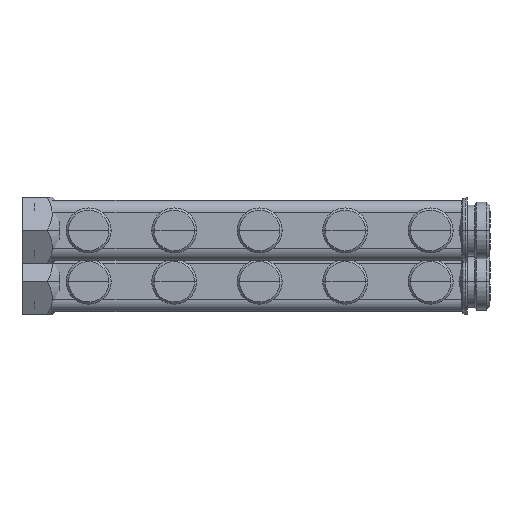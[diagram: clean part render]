
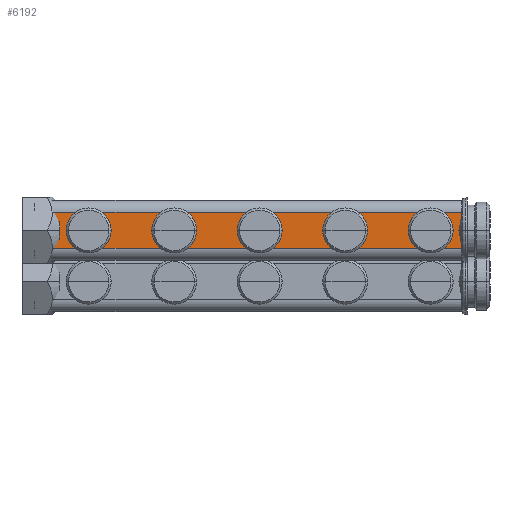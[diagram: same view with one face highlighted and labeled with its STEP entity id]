
A CAD part, front view. The second image highlights one B-rep face of the part: STEP entity #6192.
In plain terms, the highlighted planar face has unit normal (0, -1, 0).
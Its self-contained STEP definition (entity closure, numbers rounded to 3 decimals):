
#574=PLANE('',#6703);
#737=FACE_OUTER_BOUND('',#1201,.T.);
#1201=EDGE_LOOP('',(#4224,#4225,#4226,#4227));
#1671=LINE('',#9696,#2040);
#1672=LINE('',#9699,#2041);
#1673=LINE('',#9701,#2042);
#1674=LINE('',#9702,#2043);
#2040=VECTOR('',#7595,304.8);
#2041=VECTOR('',#7598,304.8);
#2042=VECTOR('',#7599,304.8);
#2043=VECTOR('',#7600,304.8);
#2772=VERTEX_POINT('',#9692);
#2773=VERTEX_POINT('',#9694);
#2774=VERTEX_POINT('',#9698);
#2775=VERTEX_POINT('',#9700);
#3292=EDGE_CURVE('',#2772,#2773,#1671,.T.);
#3293=EDGE_CURVE('',#2772,#2774,#1672,.T.);
#3294=EDGE_CURVE('',#2775,#2773,#1673,.T.);
#3295=EDGE_CURVE('',#2774,#2775,#1674,.T.);
#4224=ORIENTED_EDGE('',*,*,#3293,.F.);
#4225=ORIENTED_EDGE('',*,*,#3292,.T.);
#4226=ORIENTED_EDGE('',*,*,#3294,.F.);
#4227=ORIENTED_EDGE('',*,*,#3295,.F.);
#6192=ADVANCED_FACE('',(#737),#574,.T.);
#6703=AXIS2_PLACEMENT_3D('',#9697,#7596,#7597);
#7595=DIRECTION('',(-1.,0.,0.));
#7596=DIRECTION('center_axis',(0.,-1.,0.));
#7597=DIRECTION('ref_axis',(-1.,0.,0.));
#7598=DIRECTION('',(0.,0.,-1.));
#7599=DIRECTION('',(0.,0.,1.));
#7600=DIRECTION('',(-1.,0.,0.));
#9692=CARTESIAN_POINT('',(249.683,-131.445,74.55));
#9694=CARTESIAN_POINT('',(0.,-131.445,74.55));
#9696=CARTESIAN_POINT('',(249.683,-131.445,74.55));
#9697=CARTESIAN_POINT('Origin',(249.683,-131.445,74.55));
#9698=CARTESIAN_POINT('',(249.683,-131.445,53.55));
#9699=CARTESIAN_POINT('',(249.683,-131.445,74.55));
#9700=CARTESIAN_POINT('',(0.,-131.445,53.55));
#9701=CARTESIAN_POINT('',(0.,-131.445,53.55));
#9702=CARTESIAN_POINT('',(249.683,-131.445,53.55));
